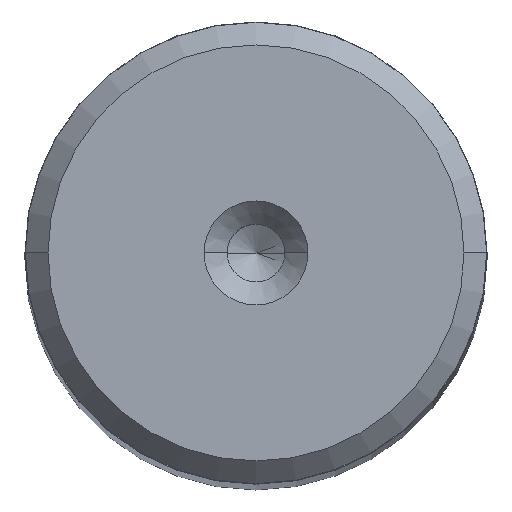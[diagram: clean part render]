
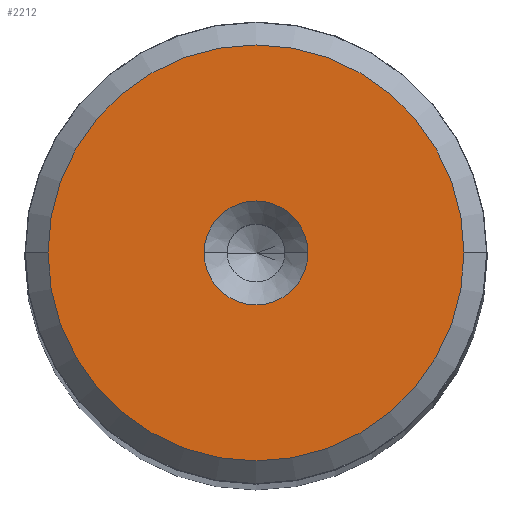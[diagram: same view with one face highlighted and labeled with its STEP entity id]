
A CAD part, top view. The second image highlights one B-rep face of the part: STEP entity #2212.
In plain terms, the highlighted planar face has unit normal (0, 0, 1).
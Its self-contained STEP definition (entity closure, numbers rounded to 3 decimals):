
#113 = DIRECTION ( 'NONE',  ( 1., 0., 0. ) ) ;
#155 = CARTESIAN_POINT ( 'NONE',  ( 9.009, 0., 150. ) ) ;
#209 = EDGE_CURVE ( 'NONE', #1564, #419, #2111, .T. ) ;
#307 = AXIS2_PLACEMENT_3D ( 'NONE', #652, #2234, #2824 ) ;
#419 = VERTEX_POINT ( 'NONE', #2000 ) ;
#588 = CARTESIAN_POINT ( 'NONE',  ( 0., 0., 150. ) ) ;
#652 = CARTESIAN_POINT ( 'NONE',  ( 0., 0., 150. ) ) ;
#677 = AXIS2_PLACEMENT_3D ( 'NONE', #588, #2127, #2107 ) ;
#692 = ORIENTED_EDGE ( 'NONE', *, *, #1391, .F. ) ;
#708 = DIRECTION ( 'NONE',  ( 1., 0., 0. ) ) ;
#729 = CARTESIAN_POINT ( 'NONE',  ( 2.25, 0., 150. ) ) ;
#742 = DIRECTION ( 'NONE',  ( 0., 0., 1. ) ) ;
#820 = FACE_OUTER_BOUND ( 'NONE', #2436, .T. ) ;
#902 = EDGE_CURVE ( 'NONE', #2227, #2702, #2337, .T. ) ;
#1006 = CARTESIAN_POINT ( 'NONE',  ( 0., 0., 150. ) ) ;
#1133 = DIRECTION ( 'NONE',  ( 0., 0., 1. ) ) ;
#1356 = CARTESIAN_POINT ( 'NONE',  ( -9.009, 0., 150. ) ) ;
#1391 = EDGE_CURVE ( 'NONE', #419, #1564, #2241, .T. ) ;
#1564 = VERTEX_POINT ( 'NONE', #729 ) ;
#1571 = AXIS2_PLACEMENT_3D ( 'NONE', #2418, #1133, #2443 ) ;
#1831 = AXIS2_PLACEMENT_3D ( 'NONE', #1006, #1841, #113 ) ;
#1841 = DIRECTION ( 'NONE',  ( 0., 0., 1. ) ) ;
#2000 = CARTESIAN_POINT ( 'NONE',  ( -2.25, 0., 150. ) ) ;
#2087 = ORIENTED_EDGE ( 'NONE', *, *, #902, .T. ) ;
#2107 = DIRECTION ( 'NONE',  ( 1., 0., 0. ) ) ;
#2111 = CIRCLE ( 'NONE', #1831, 2.25 ) ;
#2127 = DIRECTION ( 'NONE',  ( 0., 0., 1. ) ) ;
#2154 = EDGE_LOOP ( 'NONE', ( #2628, #692 ) ) ;
#2212 = ADVANCED_FACE ( 'NONE', ( #2390, #820 ), #2453, .T. ) ;
#2227 = VERTEX_POINT ( 'NONE', #1356 ) ;
#2234 = DIRECTION ( 'NONE',  ( 0., 0., 1. ) ) ;
#2241 = CIRCLE ( 'NONE', #1571, 2.25 ) ;
#2251 = CIRCLE ( 'NONE', #677, 9.009 ) ;
#2337 = CIRCLE ( 'NONE', #307, 9.009 ) ;
#2344 = AXIS2_PLACEMENT_3D ( 'NONE', #2652, #742, #708 ) ;
#2390 = FACE_BOUND ( 'NONE', #2154, .T. ) ;
#2418 = CARTESIAN_POINT ( 'NONE',  ( 0., 0., 150. ) ) ;
#2436 = EDGE_LOOP ( 'NONE', ( #2087, #2806 ) ) ;
#2443 = DIRECTION ( 'NONE',  ( 1., 0., 0. ) ) ;
#2453 = PLANE ( 'NONE',  #2344 ) ;
#2628 = ORIENTED_EDGE ( 'NONE', *, *, #209, .F. ) ;
#2652 = CARTESIAN_POINT ( 'NONE',  ( 0., 0., 150. ) ) ;
#2702 = VERTEX_POINT ( 'NONE', #155 ) ;
#2713 = EDGE_CURVE ( 'NONE', #2702, #2227, #2251, .T. ) ;
#2806 = ORIENTED_EDGE ( 'NONE', *, *, #2713, .T. ) ;
#2824 = DIRECTION ( 'NONE',  ( 1., 0., 0. ) ) ;
